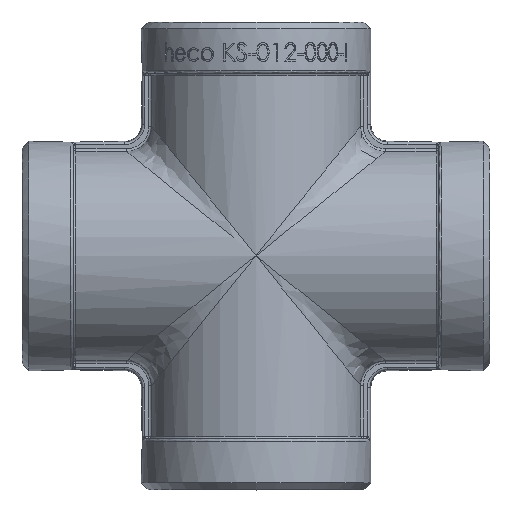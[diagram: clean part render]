
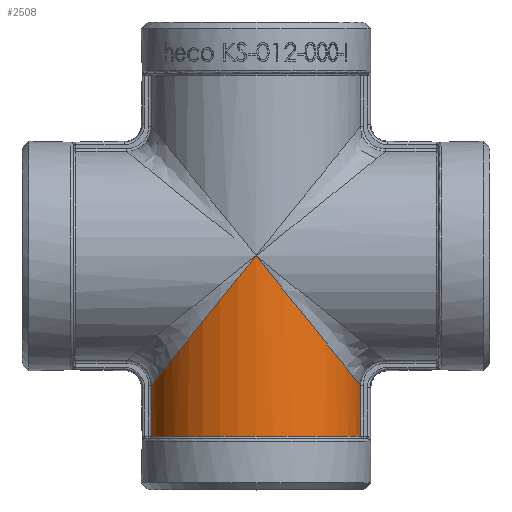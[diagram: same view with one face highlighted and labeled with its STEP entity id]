
A CAD part, top view. The second image highlights one B-rep face of the part: STEP entity #2508.
In plain terms, the highlighted cylindrical face has radius 12.5 mm (diameter 25 mm), a partial arc.
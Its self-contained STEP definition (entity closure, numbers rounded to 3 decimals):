
#482 = AXIS2_PLACEMENT_3D ( 'NONE', #16850, #16860, #16904 ) ;
#1460 = B_SPLINE_CURVE_WITH_KNOTS ( 'NONE', 3,
 ( #14261, #14222, #14316, #14283, #14306, #14328, #14329 ),
 .UNSPECIFIED., .F., .F.,
 ( 4, 1, 1, 1, 4 ),
 ( 0., 0.143, 0.429, 0.714, 1. ),
 .UNSPECIFIED. ) ;
#1570 = B_SPLINE_CURVE_WITH_KNOTS ( 'NONE', 3,
 ( #16937, #16954, #16901, #16924, #16979, #16956, #16975 ),
 .UNSPECIFIED., .F., .F.,
 ( 4, 1, 1, 1, 4 ),
 ( 0., 0.286, 0.571, 0.857, 1. ),
 .UNSPECIFIED. ) ;
#2508 = ADVANCED_FACE ( 'NONE', ( #16817 ), #16833, .T. ) ;
#2683 = VERTEX_POINT ( 'NONE', #3226 ) ;
#3226 = CARTESIAN_POINT ( 'NONE',  ( 0., 0., 12.5 ) ) ;
#9036 = VECTOR ( 'NONE', #15067, 1000. ) ;
#9043 = VECTOR ( 'NONE', #15655, 1000. ) ;
#9047 = CIRCLE ( 'NONE', #9084, 12.5 ) ;
#9084 = AXIS2_PLACEMENT_3D ( 'NONE', #15644, #15680, #15645 ) ;
#11119 = EDGE_CURVE ( 'NONE', #26733, #2683, #1460, .T. ) ;
#11191 = EDGE_CURVE ( 'NONE', #26728, #26733, #15648, .T. ) ;
#11197 = EDGE_CURVE ( 'NONE', #26742, #26728, #9047, .T. ) ;
#11226 = EDGE_CURVE ( 'NONE', #26745, #26742, #14829, .T. ) ;
#11234 = EDGE_CURVE ( 'NONE', #2683, #26745, #1570, .T. ) ;
#14222 = CARTESIAN_POINT ( 'NONE',  ( -12.148, -15.063, 3.06 ) ) ;
#14261 = CARTESIAN_POINT ( 'NONE',  ( -12.297, -15.248, 2.246 ) ) ;
#14283 = CARTESIAN_POINT ( 'NONE',  ( -9.156, -11.353, 8.993 ) ) ;
#14306 = CARTESIAN_POINT ( 'NONE',  ( -4.964, -6.155, 11.834 ) ) ;
#14316 = CARTESIAN_POINT ( 'NONE',  ( -11.46, -14.211, 5.458 ) ) ;
#14328 = CARTESIAN_POINT ( 'NONE',  ( -1.655, -2.052, 12.5 ) ) ;
#14329 = CARTESIAN_POINT ( 'NONE',  ( 0., 0., 12.5 ) ) ;
#14829 = LINE ( 'NONE', #15023, #9036 ) ;
#15023 = CARTESIAN_POINT ( 'NONE',  ( 12.297, 10.75, 2.246 ) ) ;
#15067 = DIRECTION ( 'NONE',  ( 0., -1., 0. ) ) ;
#15644 = CARTESIAN_POINT ( 'NONE',  ( 0., -21.2, 0. ) ) ;
#15645 = DIRECTION ( 'NONE',  ( -1., 0., 0. ) ) ;
#15648 = LINE ( 'NONE', #15669, #9043 ) ;
#15655 = DIRECTION ( 'NONE',  ( 0., 1., 0. ) ) ;
#15669 = CARTESIAN_POINT ( 'NONE',  ( -12.297, 10.75, 2.246 ) ) ;
#15680 = DIRECTION ( 'NONE',  ( 0., -1., 0. ) ) ;
#16817 = FACE_OUTER_BOUND ( 'NONE', #26159, .T. ) ;
#16833 = CYLINDRICAL_SURFACE ( 'NONE', #482, 12.5 ) ;
#16850 = CARTESIAN_POINT ( 'NONE',  ( 0., 10.75, 0. ) ) ;
#16860 = DIRECTION ( 'NONE',  ( 0., 1., 0. ) ) ;
#16901 = CARTESIAN_POINT ( 'NONE',  ( 4.964, -6.155, 11.834 ) ) ;
#16904 = DIRECTION ( 'NONE',  ( 1., 0., 0. ) ) ;
#16924 = CARTESIAN_POINT ( 'NONE',  ( 9.156, -11.353, 8.993 ) ) ;
#16937 = CARTESIAN_POINT ( 'NONE',  ( 0., 0., 12.5 ) ) ;
#16954 = CARTESIAN_POINT ( 'NONE',  ( 1.655, -2.052, 12.5 ) ) ;
#16956 = CARTESIAN_POINT ( 'NONE',  ( 12.148, -15.063, 3.06 ) ) ;
#16975 = CARTESIAN_POINT ( 'NONE',  ( 12.297, -15.248, 2.246 ) ) ;
#16979 = CARTESIAN_POINT ( 'NONE',  ( 11.46, -14.211, 5.458 ) ) ;
#25747 = CARTESIAN_POINT ( 'NONE',  ( -12.297, -21.2, 2.246 ) ) ;
#25762 = CARTESIAN_POINT ( 'NONE',  ( -12.297, -15.248, 2.246 ) ) ;
#25819 = CARTESIAN_POINT ( 'NONE',  ( 12.297, -15.248, 2.246 ) ) ;
#25825 = CARTESIAN_POINT ( 'NONE',  ( 12.297, -21.2, 2.246 ) ) ;
#26016 = ORIENTED_EDGE ( 'NONE', *, *, #11119, .F. ) ;
#26039 = ORIENTED_EDGE ( 'NONE', *, *, #11226, .F. ) ;
#26042 = ORIENTED_EDGE ( 'NONE', *, *, #11234, .F. ) ;
#26048 = ORIENTED_EDGE ( 'NONE', *, *, #11191, .F. ) ;
#26055 = ORIENTED_EDGE ( 'NONE', *, *, #11197, .F. ) ;
#26159 = EDGE_LOOP ( 'NONE', ( #26039, #26042, #26016, #26048, #26055 ) ) ;
#26728 = VERTEX_POINT ( 'NONE', #25747 ) ;
#26733 = VERTEX_POINT ( 'NONE', #25762 ) ;
#26742 = VERTEX_POINT ( 'NONE', #25825 ) ;
#26745 = VERTEX_POINT ( 'NONE', #25819 ) ;
